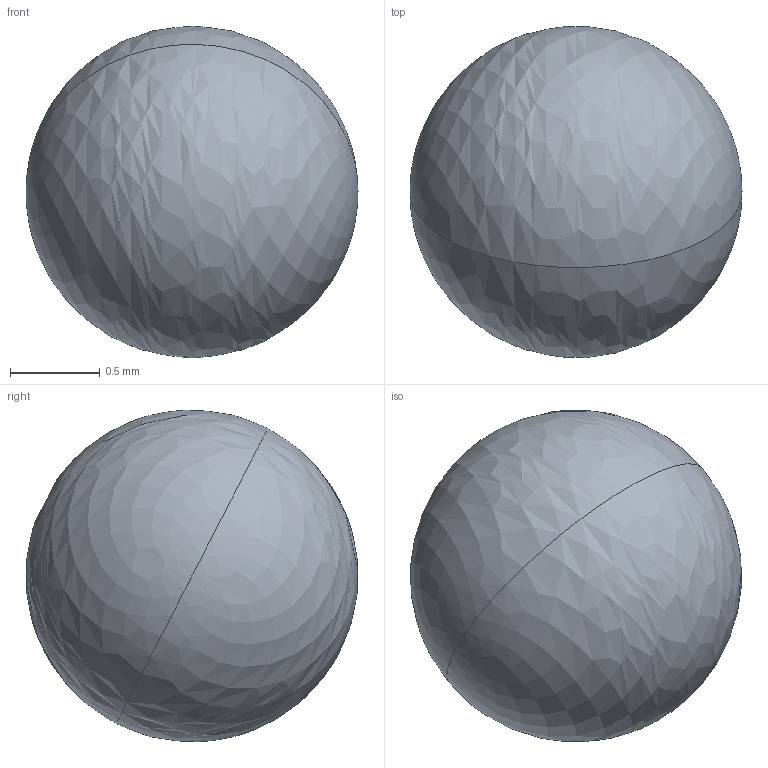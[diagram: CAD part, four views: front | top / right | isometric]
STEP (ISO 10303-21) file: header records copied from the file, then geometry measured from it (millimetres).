
FILE_DESCRIPTION(('FreeCAD Model'),'2;1');
FILE_NAME('MP2453-Thing-O-Matic_2_Radial_Ball_Bearings_7804K256.stp','2016-01-27T22:41:00',( 'FreeCAD'),('FreeCAD'),'Open CASCADE STEP processor 6.8','FreeCAD', 'Unknown');
FILE_SCHEMA(('AUTOMOTIVE_DESIGN_CC2 { 1 2 10303 214 -1 1 5 4 }'));
Length unit declared in the file: millimetre
Products named in the file (1): Open CASCADE STEP translator 6.8 276
Bounding box: 1.85 x 1.85 x 1.85 mm (x, y, z)
Volume: 3.3 mm3; surface area: 10.8 mm2
Topology: 1 solids, 1 shells, 2 faces, 6 edges, 2 vertices
Faces by surface type: bspline 2
Entity records: 164 total; most frequent: CARTESIAN_POINT 115, DIRECTION 4, ORIENTED_EDGE 4, PCURVE 4, DEFINITIONAL_REPRESENTATION 4, ADVANCED_FACE 2, FACE_BOUND 2, EDGE_LOOP 2
